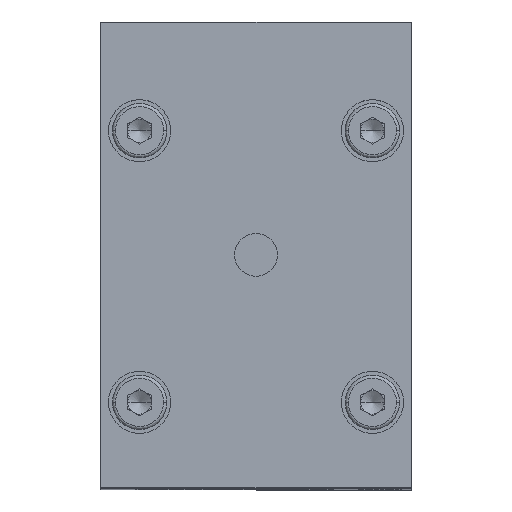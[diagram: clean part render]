
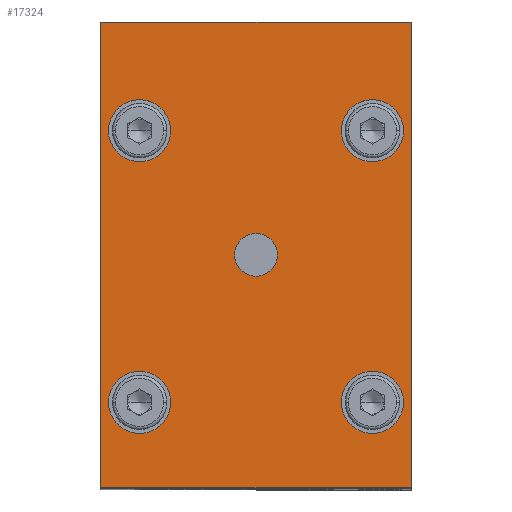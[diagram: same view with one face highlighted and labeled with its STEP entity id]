
A CAD part, top view. The second image highlights one B-rep face of the part: STEP entity #17324.
In plain terms, the highlighted planar face has unit normal (0, 0, 1).
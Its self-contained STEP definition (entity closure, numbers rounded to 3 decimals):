
#52 = DIRECTION ( 'NONE',  ( 1., 0., 0. ) ) ;
#471 = VERTEX_POINT ( 'NONE', #2668 ) ;
#891 = ORIENTED_EDGE ( 'NONE', *, *, #19310, .F. ) ;
#1074 = CARTESIAN_POINT ( 'NONE',  ( -20., 30., 142. ) ) ;
#1290 = DIRECTION ( 'NONE',  ( 1., 0., 0. ) ) ;
#1823 = CARTESIAN_POINT ( 'NONE',  ( 20., -30., 142. ) ) ;
#2221 = EDGE_CURVE ( 'NONE', #3657, #2482, #22125, .T. ) ;
#2408 = FACE_BOUND ( 'NONE', #10942, .T. ) ;
#2482 = VERTEX_POINT ( 'NONE', #30750 ) ;
#2642 = CARTESIAN_POINT ( 'NONE',  ( -15., -19., 142. ) ) ;
#2668 = CARTESIAN_POINT ( 'NONE',  ( 19., -19., 142. ) ) ;
#2840 = AXIS2_PLACEMENT_3D ( 'NONE', #9940, #26532, #12323 ) ;
#3050 = ORIENTED_EDGE ( 'NONE', *, *, #7364, .F. ) ;
#3087 = DIRECTION ( 'NONE',  ( 0., 0., 1. ) ) ;
#3384 = LINE ( 'NONE', #9730, #16738 ) ;
#3657 = VERTEX_POINT ( 'NONE', #10775 ) ;
#3881 = FACE_OUTER_BOUND ( 'NONE', #12869, .T. ) ;
#3998 = EDGE_LOOP ( 'NONE', ( #14458, #19803 ) ) ;
#4013 = CARTESIAN_POINT ( 'NONE',  ( 0., 0., 142. ) ) ;
#4127 = CARTESIAN_POINT ( 'NONE',  ( 0., 2.75, 142. ) ) ;
#4221 = AXIS2_PLACEMENT_3D ( 'NONE', #21722, #7527, #24124 ) ;
#4811 = VERTEX_POINT ( 'NONE', #28006 ) ;
#4842 = CARTESIAN_POINT ( 'NONE',  ( 15., 16., 142. ) ) ;
#5025 = DIRECTION ( 'NONE',  ( 1., 0., 0. ) ) ;
#5191 = VECTOR ( 'NONE', #22916, 1000. ) ;
#5325 = ORIENTED_EDGE ( 'NONE', *, *, #25135, .F. ) ;
#5593 = EDGE_LOOP ( 'NONE', ( #9011, #5325 ) ) ;
#5911 = LINE ( 'NONE', #10172, #18506 ) ;
#6419 = DIRECTION ( 'NONE',  ( 0., -1., 0. ) ) ;
#6555 = CIRCLE ( 'NONE', #10729, 4. ) ;
#6768 = CARTESIAN_POINT ( 'NONE',  ( 15., -19., 142. ) ) ;
#7247 = DIRECTION ( 'NONE',  ( 1., 0., 0. ) ) ;
#7321 = VERTEX_POINT ( 'NONE', #16883 ) ;
#7364 = EDGE_CURVE ( 'NONE', #15863, #10001, #5911, .T. ) ;
#7527 = DIRECTION ( 'NONE',  ( 0., 0., 1. ) ) ;
#8075 = AXIS2_PLACEMENT_3D ( 'NONE', #28508, #14278, #52 ) ;
#8197 = EDGE_CURVE ( 'NONE', #20253, #471, #25084, .T. ) ;
#8285 = CARTESIAN_POINT ( 'NONE',  ( 20., 30., 142. ) ) ;
#8401 = CARTESIAN_POINT ( 'NONE',  ( 20., -30., 142. ) ) ;
#8690 = CARTESIAN_POINT ( 'NONE',  ( -20., -30., 142. ) ) ;
#8733 = FACE_BOUND ( 'NONE', #27025, .T. ) ;
#9011 = ORIENTED_EDGE ( 'NONE', *, *, #2221, .F. ) ;
#9155 = DIRECTION ( 'NONE',  ( 1., 0., 0. ) ) ;
#9468 = CARTESIAN_POINT ( 'NONE',  ( -19., 16., 142. ) ) ;
#9730 = CARTESIAN_POINT ( 'NONE',  ( 20., 30., 142. ) ) ;
#9940 = CARTESIAN_POINT ( 'NONE',  ( 0., 0., 142. ) ) ;
#10001 = VERTEX_POINT ( 'NONE', #8401 ) ;
#10172 = CARTESIAN_POINT ( 'NONE',  ( 20., -30., 142. ) ) ;
#10588 = VERTEX_POINT ( 'NONE', #1074 ) ;
#10729 = AXIS2_PLACEMENT_3D ( 'NONE', #4842, #21458, #7247 ) ;
#10775 = CARTESIAN_POINT ( 'NONE',  ( 19., 16., 142. ) ) ;
#10942 = EDGE_LOOP ( 'NONE', ( #28169, #19107 ) ) ;
#11065 = DIRECTION ( 'NONE',  ( 0., 0., 1. ) ) ;
#11516 = LINE ( 'NONE', #30087, #5191 ) ;
#11621 = CIRCLE ( 'NONE', #23679, 4. ) ;
#11792 = LINE ( 'NONE', #1823, #23656 ) ;
#12323 = DIRECTION ( 'NONE',  ( 0., -1., 0. ) ) ;
#12538 = AXIS2_PLACEMENT_3D ( 'NONE', #29739, #15513, #1290 ) ;
#12869 = EDGE_LOOP ( 'NONE', ( #3050, #21157, #28957, #14958 ) ) ;
#13232 = EDGE_CURVE ( 'NONE', #22216, #25265, #14522, .T. ) ;
#13528 = CARTESIAN_POINT ( 'NONE',  ( -19., -19., 142. ) ) ;
#13836 = VERTEX_POINT ( 'NONE', #9468 ) ;
#13848 = PLANE ( 'NONE',  #22855 ) ;
#13956 = CARTESIAN_POINT ( 'NONE',  ( 20., -30., 142. ) ) ;
#14165 = AXIS2_PLACEMENT_3D ( 'NONE', #25267, #11065, #27647 ) ;
#14278 = DIRECTION ( 'NONE',  ( 0., 0., 1. ) ) ;
#14458 = ORIENTED_EDGE ( 'NONE', *, *, #29082, .F. ) ;
#14522 = CIRCLE ( 'NONE', #22468, 4. ) ;
#14658 = EDGE_CURVE ( 'NONE', #13836, #4811, #28592, .T. ) ;
#14958 = ORIENTED_EDGE ( 'NONE', *, *, #16003, .F. ) ;
#15023 = FACE_BOUND ( 'NONE', #3998, .T. ) ;
#15513 = DIRECTION ( 'NONE',  ( 0., 0., 1. ) ) ;
#15863 = VERTEX_POINT ( 'NONE', #8285 ) ;
#16003 = EDGE_CURVE ( 'NONE', #10001, #17214, #11792, .T. ) ;
#16336 = DIRECTION ( 'NONE',  ( -1., 0., 0. ) ) ;
#16738 = VECTOR ( 'NONE', #23910, 1000. ) ;
#16883 = CARTESIAN_POINT ( 'NONE',  ( 0., -2.75, 142. ) ) ;
#16902 = VERTEX_POINT ( 'NONE', #4127 ) ;
#17214 = VERTEX_POINT ( 'NONE', #8690 ) ;
#17293 = CARTESIAN_POINT ( 'NONE',  ( 15., -19., 142. ) ) ;
#17324 = ADVANCED_FACE ( 'NONE', ( #3881, #15023, #8733, #2408, #26926, #20592 ), #13848, .F. ) ;
#18266 = AXIS2_PLACEMENT_3D ( 'NONE', #17293, #3087, #19689 ) ;
#18333 = EDGE_CURVE ( 'NONE', #471, #20253, #11621, .T. ) ;
#18506 = VECTOR ( 'NONE', #24370, 1000. ) ;
#19107 = ORIENTED_EDGE ( 'NONE', *, *, #8197, .F. ) ;
#19227 = DIRECTION ( 'NONE',  ( 0., 0., 1. ) ) ;
#19310 = EDGE_CURVE ( 'NONE', #25265, #22216, #27489, .T. ) ;
#19689 = DIRECTION ( 'NONE',  ( 1., 0., 0. ) ) ;
#19798 = EDGE_CURVE ( 'NONE', #17214, #10588, #11516, .T. ) ;
#19803 = ORIENTED_EDGE ( 'NONE', *, *, #28727, .F. ) ;
#20253 = VERTEX_POINT ( 'NONE', #22785 ) ;
#20573 = ORIENTED_EDGE ( 'NONE', *, *, #14658, .F. ) ;
#20592 = FACE_BOUND ( 'NONE', #30565, .T. ) ;
#20622 = DIRECTION ( 'NONE',  ( 0., 0., 1. ) ) ;
#21157 = ORIENTED_EDGE ( 'NONE', *, *, #21797, .F. ) ;
#21458 = DIRECTION ( 'NONE',  ( 0., 0., 1. ) ) ;
#21722 = CARTESIAN_POINT ( 'NONE',  ( -15., -19., 142. ) ) ;
#21797 = EDGE_CURVE ( 'NONE', #10588, #15863, #3384, .T. ) ;
#22125 = CIRCLE ( 'NONE', #12538, 4. ) ;
#22216 = VERTEX_POINT ( 'NONE', #13528 ) ;
#22468 = AXIS2_PLACEMENT_3D ( 'NONE', #2642, #19227, #5025 ) ;
#22756 = ORIENTED_EDGE ( 'NONE', *, *, #13232, .F. ) ;
#22785 = CARTESIAN_POINT ( 'NONE',  ( 11., -19., 142. ) ) ;
#22855 = AXIS2_PLACEMENT_3D ( 'NONE', #13956, #30556, #16336 ) ;
#22916 = DIRECTION ( 'NONE',  ( 0., 1., 0. ) ) ;
#23177 = DIRECTION ( 'NONE',  ( -1., 0., 0. ) ) ;
#23354 = DIRECTION ( 'NONE',  ( 0., 0., 1. ) ) ;
#23440 = EDGE_CURVE ( 'NONE', #4811, #13836, #30430, .T. ) ;
#23656 = VECTOR ( 'NONE', #23177, 1000. ) ;
#23679 = AXIS2_PLACEMENT_3D ( 'NONE', #6768, #23354, #9155 ) ;
#23910 = DIRECTION ( 'NONE',  ( 1., 0., 0. ) ) ;
#24124 = DIRECTION ( 'NONE',  ( 1., 0., 0. ) ) ;
#24349 = CARTESIAN_POINT ( 'NONE',  ( -11., -19., 142. ) ) ;
#24370 = DIRECTION ( 'NONE',  ( 0., -1., 0. ) ) ;
#25084 = CIRCLE ( 'NONE', #18266, 4. ) ;
#25135 = EDGE_CURVE ( 'NONE', #2482, #3657, #6555, .T. ) ;
#25265 = VERTEX_POINT ( 'NONE', #24349 ) ;
#25267 = CARTESIAN_POINT ( 'NONE',  ( -15., 16., 142. ) ) ;
#26292 = CIRCLE ( 'NONE', #2840, 2.75 ) ;
#26532 = DIRECTION ( 'NONE',  ( 0., 0., 1. ) ) ;
#26926 = FACE_BOUND ( 'NONE', #5593, .T. ) ;
#27025 = EDGE_LOOP ( 'NONE', ( #891, #22756 ) ) ;
#27489 = CIRCLE ( 'NONE', #4221, 4. ) ;
#27647 = DIRECTION ( 'NONE',  ( 1., 0., 0. ) ) ;
#28006 = CARTESIAN_POINT ( 'NONE',  ( -11., 16., 142. ) ) ;
#28153 = CIRCLE ( 'NONE', #29464, 2.75 ) ;
#28169 = ORIENTED_EDGE ( 'NONE', *, *, #18333, .F. ) ;
#28508 = CARTESIAN_POINT ( 'NONE',  ( -15., 16., 142. ) ) ;
#28592 = CIRCLE ( 'NONE', #14165, 4. ) ;
#28727 = EDGE_CURVE ( 'NONE', #16902, #7321, #28153, .T. ) ;
#28957 = ORIENTED_EDGE ( 'NONE', *, *, #19798, .F. ) ;
#29082 = EDGE_CURVE ( 'NONE', #7321, #16902, #26292, .T. ) ;
#29270 = ORIENTED_EDGE ( 'NONE', *, *, #23440, .F. ) ;
#29464 = AXIS2_PLACEMENT_3D ( 'NONE', #4013, #20622, #6419 ) ;
#29739 = CARTESIAN_POINT ( 'NONE',  ( 15., 16., 142. ) ) ;
#30087 = CARTESIAN_POINT ( 'NONE',  ( -20., -30., 142. ) ) ;
#30430 = CIRCLE ( 'NONE', #8075, 4. ) ;
#30556 = DIRECTION ( 'NONE',  ( 0., 0., -1. ) ) ;
#30565 = EDGE_LOOP ( 'NONE', ( #29270, #20573 ) ) ;
#30750 = CARTESIAN_POINT ( 'NONE',  ( 11., 16., 142. ) ) ;
